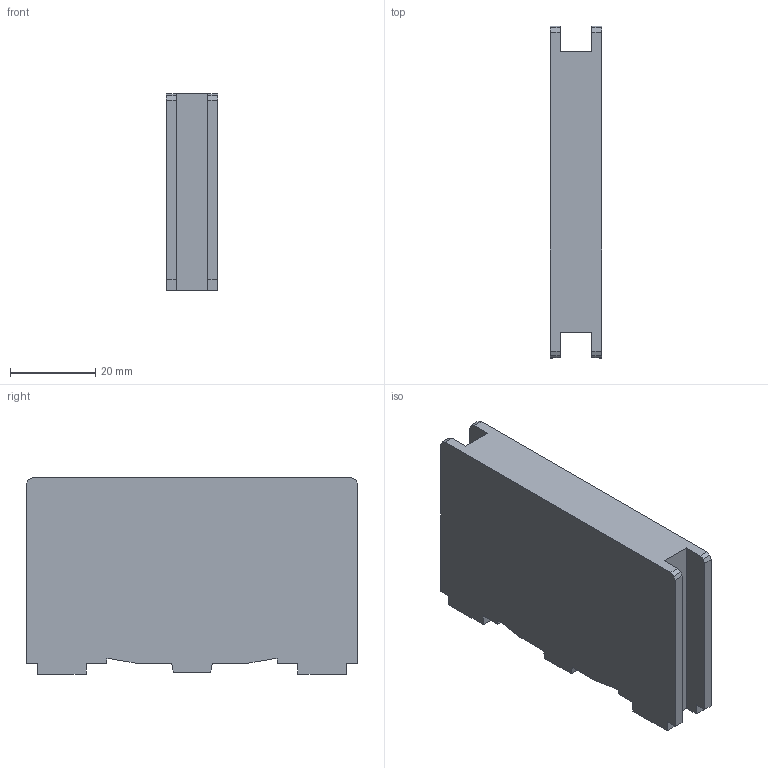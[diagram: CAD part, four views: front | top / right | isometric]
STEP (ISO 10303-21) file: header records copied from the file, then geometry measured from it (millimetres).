
FILE_DESCRIPTION((''),'2;1');
FILE_NAME('3d_GAX41063SA.stp','2012-10-03T11:00:26',(''),(''),'Mechanical Desktop 2011','Mechanical Desktop 2011',', , ');
FILE_SCHEMA(('CONFIG_CONTROL_DESIGN'));
Length unit declared in the file: millimetre
Products named in the file (1): Product
Bounding box: 12 x 78 x 46.2 mm (x, y, z)
Volume: 37684.5 mm3; surface area: 10949.4 mm2
Topology: 1 solids, 1 shells, 46 faces, 847 edges, 1508 vertices
Faces by surface type: plane 46
Entity records: 5854 total; most frequent: CARTESIAN_POINT 1687, DIRECTION 951, VECTOR 837, LINE 837, TRIMMED_CURVE 705, ORIENTED_EDGE 264, EDGE_CURVE 132, VERTEX_POINT 88
